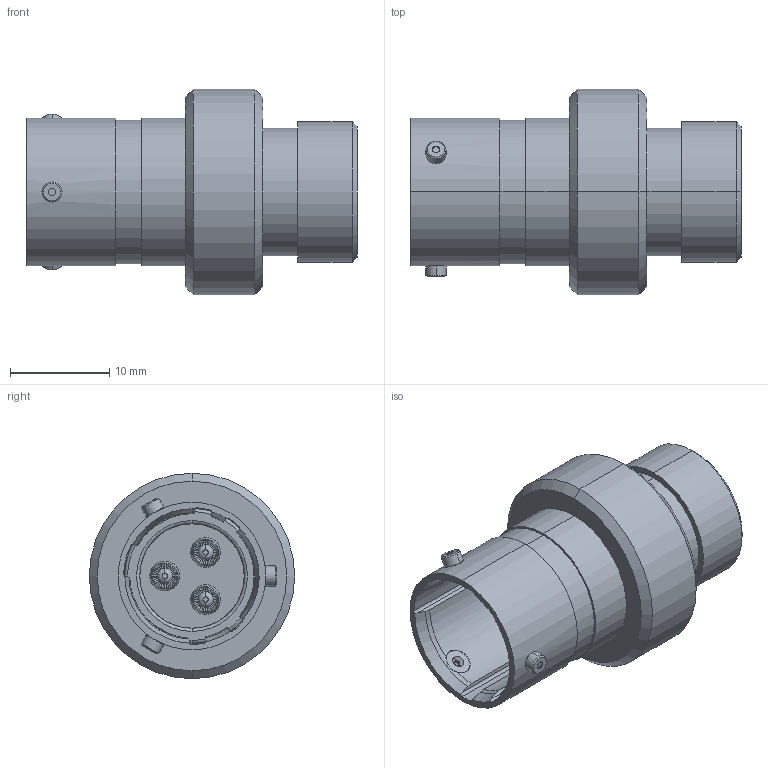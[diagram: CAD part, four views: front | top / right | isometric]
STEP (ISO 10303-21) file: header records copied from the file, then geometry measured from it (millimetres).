
FILE_DESCRIPTION (( 'STEP AP214' ), '1' );
FILE_NAME ('AS110-03PD.STEP', '2014-09-04T09:15:54', ( 'TE Connectivity' ), ( 'TE Connectivity' ), 'SwSTEP 2.0', 'SolidWorks 2014', '' );
FILE_SCHEMA (( 'AUTOMOTIVE_DESIGN' ));
Length unit declared in the file: millimetre
Products named in the file (1): AS110-03PD
Bounding box: 33.3 x 20.7 x 20.7 mm (x, y, z)
Volume: 4629.9 mm3; surface area: 6014.8 mm2
Topology: 12 solids, 12 shells, 475 faces, 1024 edges, 591 vertices
Faces by surface type: cylinder 170, torus 136, cone 84, plane 73, sphere 12
Entity records: 18561 total; most frequent: DIRECTION 2571, CARTESIAN_POINT 2506, ORIENTED_EDGE 2020, AXIS2_PLACEMENT_3D 1148, EDGE_CURVE 1010, CIRCLE 672, VERTEX_POINT 591, EDGE_LOOP 537
